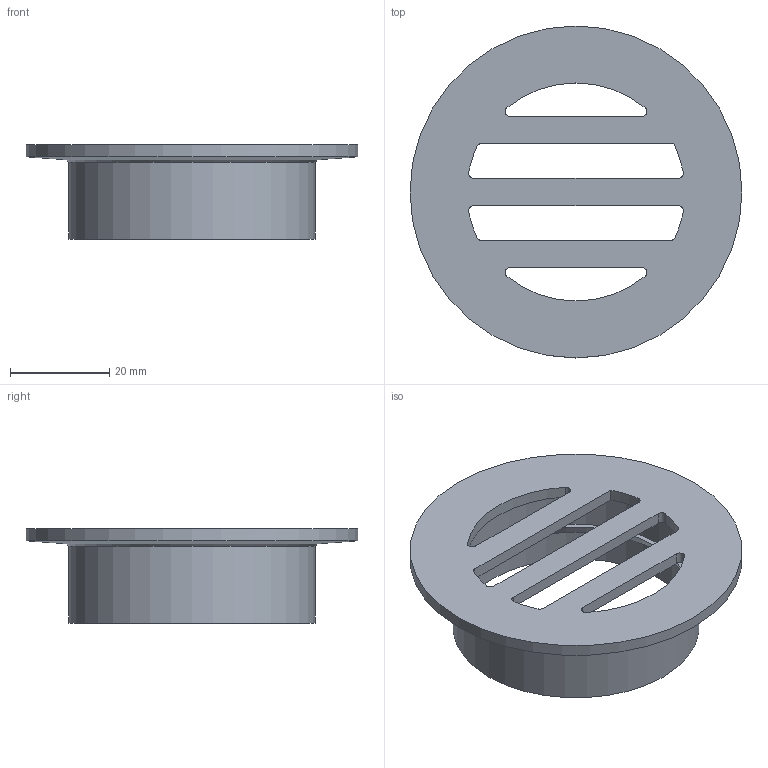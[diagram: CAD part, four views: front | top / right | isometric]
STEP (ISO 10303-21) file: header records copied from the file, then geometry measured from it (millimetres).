
FILE_DESCRIPTION(/* description */ (''),/* implementation_level */ '2;1');
FILE_NAME(/* name */ '61015-01（地漏）.stp',/* time_stamp */ '2023-05-31T13:38:11+08:00',/* author */ (''),/* organization */ (''),/* preprocessor_version */ 'ST-DEVELOPER v16',/* originating_system */ 'SIEMENS PLM Software NX 10.0',/* authorisation */ '');
FILE_SCHEMA (('AP203_CONFIGURATION_CONTROLLED_3D_DESIGN_OF_MECHANICAL_PARTS_AND_ASSEMBLIES_MIM_LF { 1 0 10303 403 2 1 2}'));
Length unit declared in the file: millimetre
Products named in the file (1): Dell5FD80C58i1fn
Bounding box: 67 x 67 x 19 mm (x, y, z)
Volume: 9792.3 mm3; surface area: 11671.4 mm2
Topology: 1 solids, 1 shells, 34 faces, 86 edges, 56 vertices
Faces by surface type: cylinder 21, plane 10, cone 3
Full cylindrical faces by diameter (mm): 47.5 x2, 49.7 x1, 67 x1
Entity records: 1115 total; most frequent: DIRECTION 193, CARTESIAN_POINT 170, ORIENTED_EDGE 158, EDGE_CURVE 79, AXIS2_PLACEMENT_3D 79, VERTEX_POINT 56, EDGE_LOOP 51, CIRCLE 44
